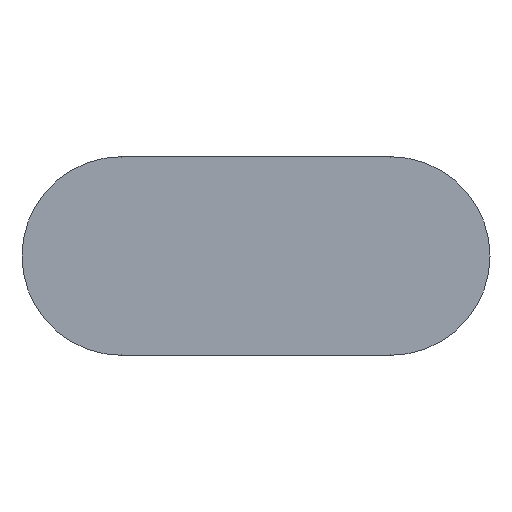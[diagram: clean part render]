
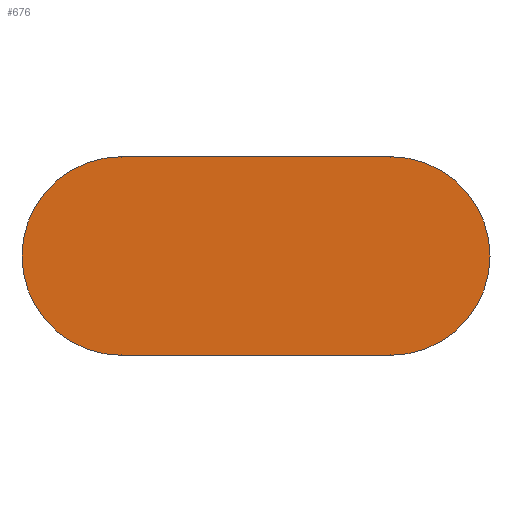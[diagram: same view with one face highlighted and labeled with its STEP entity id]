
A CAD part, front view. The second image highlights one B-rep face of the part: STEP entity #676.
In plain terms, the highlighted planar face has unit normal (0, -1, 0).
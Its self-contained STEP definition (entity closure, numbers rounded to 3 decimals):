
#99=PLANE('',#750);
#123=FACE_OUTER_BOUND('',#165,.T.);
#165=EDGE_LOOP('',(#489,#490,#491,#492));
#210=LINE('',#1153,#236);
#212=LINE('',#1157,#238);
#236=VECTOR('',#873,1.);
#238=VECTOR('',#877,1.);
#257=CIRCLE('',#737,14.);
#260=CIRCLE('',#749,14.);
#297=VERTEX_POINT('',#1128);
#298=VERTEX_POINT('',#1130);
#303=VERTEX_POINT('',#1152);
#304=VERTEX_POINT('',#1156);
#357=EDGE_CURVE('',#297,#298,#257,.T.);
#368=EDGE_CURVE('',#303,#298,#210,.T.);
#370=EDGE_CURVE('',#304,#297,#212,.T.);
#372=EDGE_CURVE('',#304,#303,#260,.T.);
#489=ORIENTED_EDGE('',*,*,#372,.T.);
#490=ORIENTED_EDGE('',*,*,#368,.T.);
#491=ORIENTED_EDGE('',*,*,#357,.F.);
#492=ORIENTED_EDGE('',*,*,#370,.F.);
#676=ADVANCED_FACE('',(#123),#99,.F.);
#737=AXIS2_PLACEMENT_3D('',#1131,#846,#847);
#749=AXIS2_PLACEMENT_3D('',#1160,#881,#882);
#750=AXIS2_PLACEMENT_3D('',#1161,#883,#884);
#846=DIRECTION('center_axis',(0.,1.,0.));
#847=DIRECTION('ref_axis',(0.,0.,-1.));
#873=DIRECTION('',(-1.,0.,0.));
#877=DIRECTION('',(-1.,0.,0.));
#881=DIRECTION('center_axis',(0.,-1.,0.));
#882=DIRECTION('ref_axis',(0.,0.,-1.));
#883=DIRECTION('center_axis',(0.,1.,0.));
#884=DIRECTION('ref_axis',(0.,0.,-1.));
#1128=CARTESIAN_POINT('',(-19.,0.,-14.));
#1130=CARTESIAN_POINT('',(-19.,0.,14.));
#1131=CARTESIAN_POINT('Origin',(-19.,0.,
0.));
#1152=CARTESIAN_POINT('',(19.,0.,14.));
#1153=CARTESIAN_POINT('',(19.,0.,14.));
#1156=CARTESIAN_POINT('',(19.,0.,-14.));
#1157=CARTESIAN_POINT('',(19.,0.,-14.));
#1160=CARTESIAN_POINT('Origin',(19.,0.,0.));
#1161=CARTESIAN_POINT('Origin',(19.,0.,-7.));
